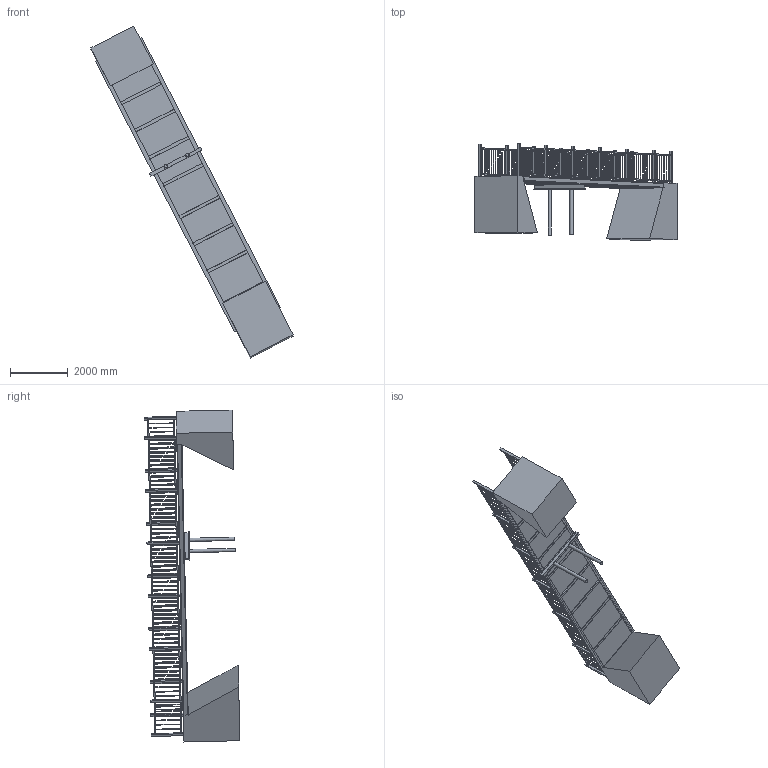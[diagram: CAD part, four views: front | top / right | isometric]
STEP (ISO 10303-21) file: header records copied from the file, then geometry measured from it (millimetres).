
FILE_DESCRIPTION(/* description */ (''),/* implementation_level */ '2;1');
FILE_NAME(/* name */ 'CAD Model of Bridge Assembly.stp',/* time_stamp */ '2024-07-16T12:29:57-04:00',/* author */ ('track'),/* organization */ (''),/* preprocessor_version */ 'ST-DEVELOPER v20',/* originating_system */ 'Autodesk Inventor 2025',/* authorisation */ '');
FILE_SCHEMA (('AUTOMOTIVE_DESIGN { 1 0 10303 214 3 1 1 }'));
Length unit declared in the file: inch
Products named in the file (10): CAD Model of Bridge Assembly; Concrete Walkway; Cylinder Supports; Short I-Beam; Cross Supports; Long I-Beam; Side near railing 1; Side near railing 7; Railing side A; Railing Side B
Assembly tree (10 placements, depth 2):
  CAD Model of Bridge Assembly
    Concrete Walkway
    Long I-Beam  x2
    Cylinder Supports
    Short I-Beam
    Cross Supports
    Side near railing 1
    Side near railing 7
    Railing side A
    Railing Side B
Bounding box: 7029.82 x 3334.14 x 11547.51 mm (x, y, z)
Volume: 11104223670.8 mm3; surface area: 107645987.1 mm2
Topology: 19 solids, 19 shells, 812 faces, 2250 edges, 1500 vertices
Faces by surface type: plane 810, cylinder 2
Full cylindrical faces by diameter (mm): 114.3 x2
Entity records: 25877 total; most frequent: CARTESIAN_POINT 4508, ORIENTED_EDGE 4428, DIRECTION 3854, EDGE_CURVE 2214, LINE 2210, VECTOR 2210, VERTEX_POINT 1476, EDGE_LOOP 1090
